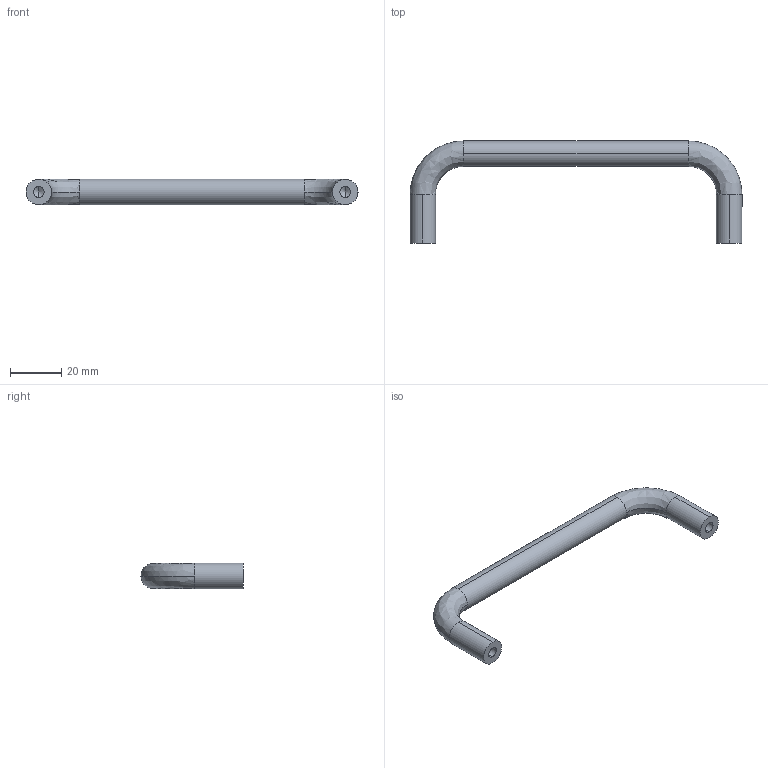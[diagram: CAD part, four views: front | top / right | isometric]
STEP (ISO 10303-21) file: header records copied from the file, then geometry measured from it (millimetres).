
FILE_DESCRIPTION (( 'STEP AP214' ), '1' );
FILE_NAME ('SAFE00E1755-Poignée Al 120, noir.step', '2023-03-24T10:08:50', ( 'Altae' ), ( '' ), 'SwSTEP 2.0', 'SolidWorks 2021', '' );
FILE_SCHEMA (( 'AUTOMOTIVE_DESIGN' ));
Length unit declared in the file: millimetre
Products named in the file (1): SAFE00E1755-Poignée Al 120, noir
Bounding box: 130 x 40 x 10 mm (x, y, z)
Volume: 13555.1 mm3; surface area: 5963.1 mm2
Topology: 1 solids, 1 shells, 20 faces, 50 edges, 30 vertices
Faces by surface type: cylinder 10, bspline 4, cone 4, plane 2
Entity records: 664 total; most frequent: CARTESIAN_POINT 157, DIRECTION 112, ORIENTED_EDGE 92, AXIS2_PLACEMENT_3D 49, EDGE_CURVE 46, CIRCLE 32, VERTEX_POINT 30, EDGE_LOOP 22
